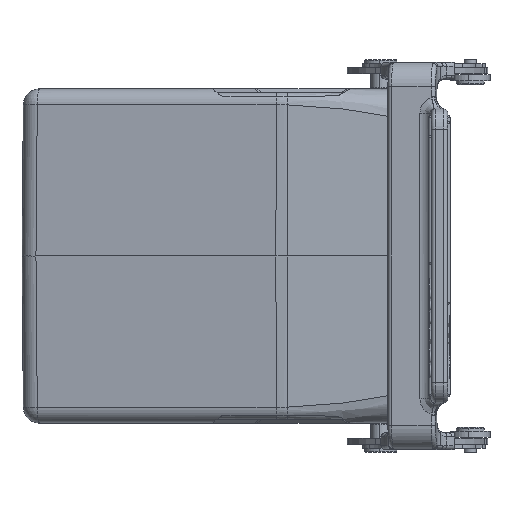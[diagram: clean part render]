
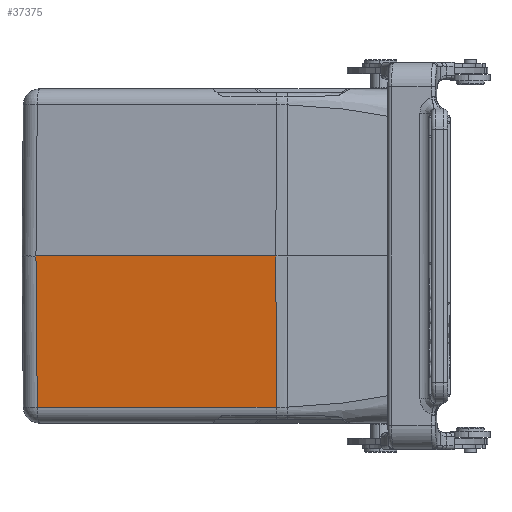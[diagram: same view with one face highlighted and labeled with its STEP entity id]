
A CAD part, left-side view. The second image highlights one B-rep face of the part: STEP entity #37375.
In plain terms, the highlighted planar face has unit normal (-0.99, 0.139, -0.009).
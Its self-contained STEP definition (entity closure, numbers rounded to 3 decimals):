
#4780=DIRECTION('',(-0.139,-0.99,0.));
#4781=VECTOR('',#4780,59.487);
#4782=CARTESIAN_POINT('',(-38.201,43.231,
-37.285));
#4783=LINE('',#4782,#4781);
#4811=DIRECTION('',(-0.139,-0.99,0.));
#4812=VECTOR('',#4811,59.792);
#4813=CARTESIAN_POINT('',(-38.484,43.557,
0.));
#4814=LINE('',#4813,#4812);
#4815=DIRECTION('',(-0.008,0.009,1.));
#4816=VECTOR('',#4815,37.287);
#4817=CARTESIAN_POINT('',(-38.201,43.231,
-37.285));
#4818=LINE('',#4817,#4816);
#4877=DIRECTION('',(-0.009,0.001,1.));
#4878=VECTOR('',#4877,37.286);
#4879=CARTESIAN_POINT('',(-46.48,-15.676,
-37.285));
#4880=LINE('',#4879,#4878);
#27979=CARTESIAN_POINT('',(-38.201,43.231,
-37.285));
#27980=VERTEX_POINT('',#27979);
#27981=CARTESIAN_POINT('',(-46.48,-15.676,
-37.285));
#27982=VERTEX_POINT('',#27981);
#28029=CARTESIAN_POINT('',(-46.805,-15.653,
0.));
#28030=VERTEX_POINT('',#28029);
#28031=CARTESIAN_POINT('',(-38.484,43.557,
0.));
#28032=VERTEX_POINT('',#28031);
#37362=CARTESIAN_POINT('',(-38.,47.,0.));
#37363=DIRECTION('',(-0.99,0.139,-0.009));
#37364=DIRECTION('',(-0.139,-0.99,0.));
#37365=AXIS2_PLACEMENT_3D('',#37362,#37363,#37364);
#37366=PLANE('',#37365);
#37368=ORIENTED_EDGE('',*,*,#37367,.T.);
#37370=ORIENTED_EDGE('',*,*,#37369,.F.);
#37371=ORIENTED_EDGE('',*,*,#37330,.F.);
#37372=ORIENTED_EDGE('',*,*,#36079,.T.);
#37373=EDGE_LOOP('',(#37368,#37370,#37371,#37372));
#37374=FACE_OUTER_BOUND('',#37373,.F.);
#37375=ADVANCED_FACE('',(#37374),#37366,.T.);
#36079=EDGE_CURVE('',#27980,#28032,#4818,.T.);
#37330=EDGE_CURVE('',#27980,#27982,#4783,.T.);
#37367=EDGE_CURVE('',#28032,#28030,#4814,.T.);
#37369=EDGE_CURVE('',#27982,#28030,#4880,.T.);
